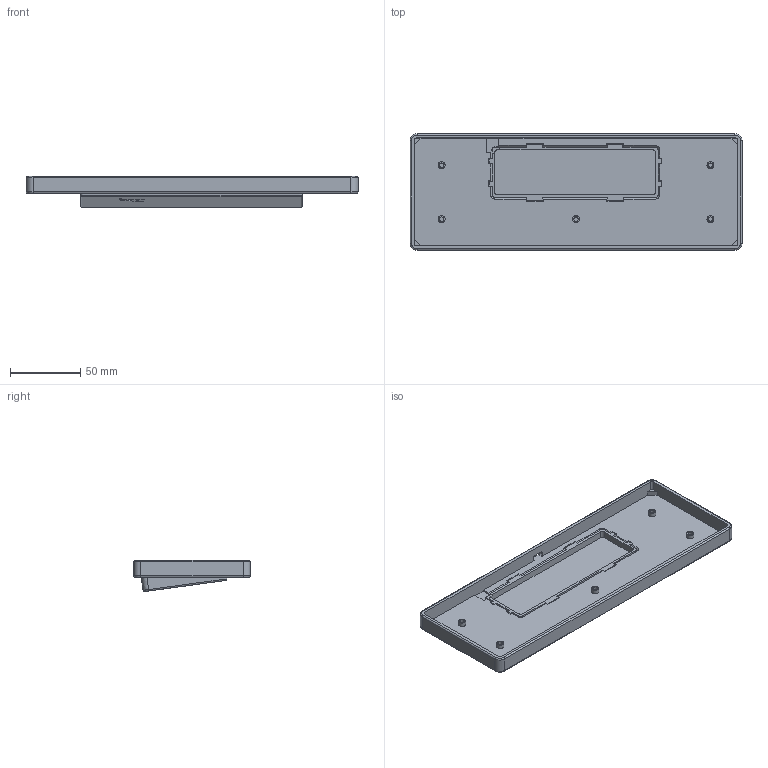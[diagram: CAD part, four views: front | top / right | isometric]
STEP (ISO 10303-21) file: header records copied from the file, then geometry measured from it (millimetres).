
FILE_DESCRIPTION(('HOOPS Exchange Step'),'2;1');
FILE_NAME('temp_export','2025-02-09T12:46:36+08:00',('tcyeee'),('Shapr3D Limited'),'HOOPS Exchange 2024.6','Shapr3D','Authorized');
FILE_SCHEMA( ('AP242_MANAGED_MODEL_BASED_3D_ENGINEERING_MIM_LF {1 0 10303 442 1 1 4 }') );
Length unit declared in the file: millimetre
Products named in the file (3): 中出; Omega40-矮边; root
Assembly tree (2 placements, depth 3):
  root
    Omega40-矮边
      中出
Bounding box: 236.1 x 82.8 x 22.14 mm (x, y, z)
Volume: 97838.1 mm3; surface area: 68073.6 mm2
Topology: 2 solids, 2 shells, 332 faces, 924 edges, 612 vertices
Faces by surface type: plane 267, cylinder 50, torus 10, cone 3, bspline 2
Full cylindrical faces by diameter (mm): 3.2 x5, 5 x5
Entity records: 10897 total; most frequent: CARTESIAN_POINT 2168, ORIENTED_EDGE 1848, DIRECTION 1721, EDGE_CURVE 924, VECTOR 787, LINE 787, VERTEX_POINT 612, AXIS2_PLACEMENT_3D 467
